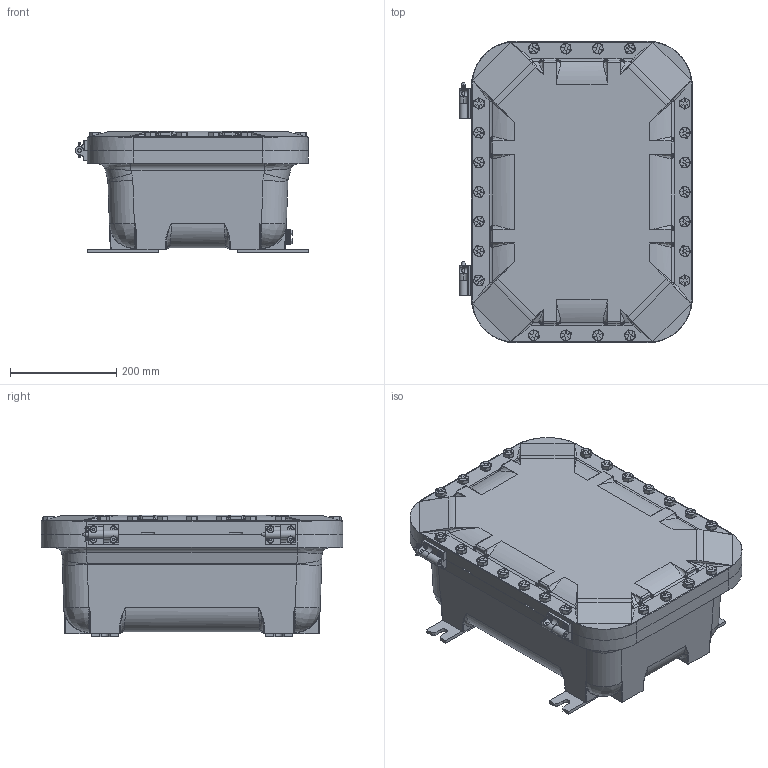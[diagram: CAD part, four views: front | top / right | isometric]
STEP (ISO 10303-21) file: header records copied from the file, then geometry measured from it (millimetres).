
FILE_DESCRIPTION(/* description */ (''),/* implementation_level */ '2;1');
FILE_NAME(/* name */ 'KIL_EXB-12186 N34.stp',/* time_stamp */ '2017-11-20T14:27:30+06:00',/* author */ ('ypadmaraja'),/* organization */ (''),/* preprocessor_version */ 'ST-DEVELOPER v16.13',/* originating_system */ 'Autodesk Inventor 2018',/* authorisation */ '');
FILE_SCHEMA (('AUTOMOTIVE_DESIGN { 1 0 10303 214 3 1 1 }'));
Products named in the file (20): EXB-12186 N34; 14617; 14602; Hinge 11B; 18094; Hinge 11T; 18095; 18093; SAE J487a - 1/8 x 3/4    Extended Prong Square Cut Type; 0106275B; 18147AABB; 16972AAAB; 0720361B; 14729-gasket-21; KIT-346; 18238AAAB; 18243; ANSI B18.6.3 - 1/4-20 UNC x 1; ANSI B18.6.3 - 4-40 x 3/8; ASME B18.21.1 - 1/4
Assembly tree (60 placements, depth 3):
  EXB-12186 N34
    14617
    14602
    Hinge 11B
      18094
      18093
    Hinge 11T
      18095
      18093
      SAE J487a - 1/8 x 3/4    Extended Prong Square Cut Type
    0106275B  x4
    0720361B  x22
    18147AABB  x8
    16972AAAB  x8
    14729-gasket-21
    KIT-346
      18238AAAB
      18243
      ANSI B18.6.3 - 1/4-20 UNC x 1  x2
      ANSI B18.6.3 - 4-40 x 3/8
      ASME B18.21.1 - 1/4  x2
Bounding box: 439.74 x 568.45 x 229.43 mm (x, y, z)
Volume: 17382302.2 mm3; surface area: 1734799.6 mm2
Topology: 59 solids, 60 shells, 4225 faces, 10959 edges, 6990 vertices
Faces by surface type: plane 2611, bspline 688, cylinder 465, cone 398, torus 56, sphere 7
Full cylindrical faces by diameter (mm): 2.779 x1, 2.845 x1, 3.048 x1, 3.962 x4, 4.953 x1, 5.613 x8, 6.198 x8, 6.35 x6, 6.746 x8, 7.798 x16, 7.938 x4, 8.075 x2, 8.077 x4, 9.286 x8, 10.312 x8, 10.592 x22, 12.418 x8, 12.423 x22, 13.208 x2, 13.494 x26, 19.05 x22
Entity records: 81218 total; most frequent: CARTESIAN_POINT 36507, ORIENTED_EDGE 9568, DIRECTION 7299, EDGE_CURVE 4784, VERTEX_POINT 3135, AXIS2_PLACEMENT_3D 2463, LINE 2373, VECTOR 2373
